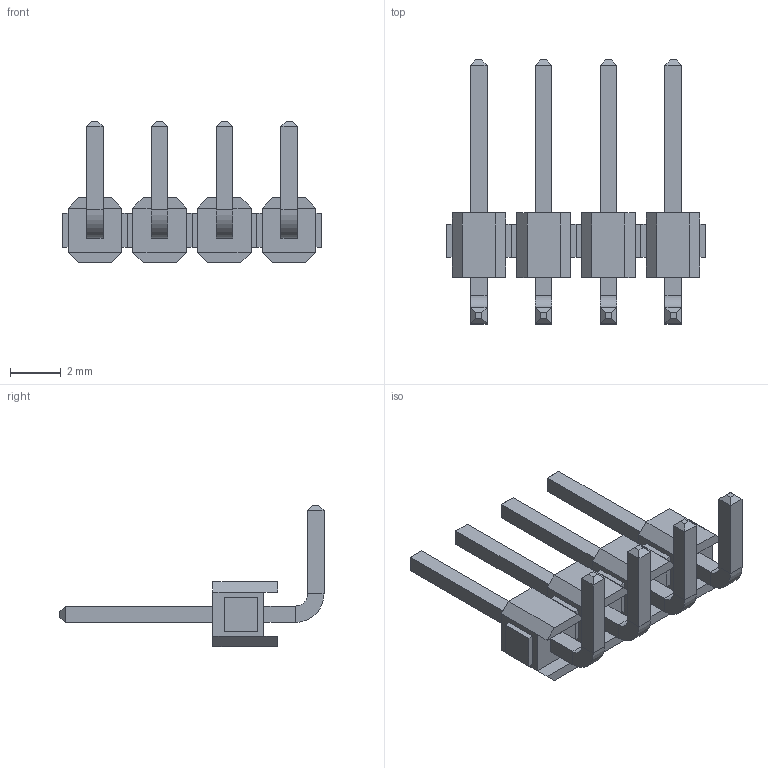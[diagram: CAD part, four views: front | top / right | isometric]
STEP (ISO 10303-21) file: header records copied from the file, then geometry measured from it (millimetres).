
FILE_DESCRIPTION (( 'STEP AP214' ), '1' );
FILE_NAME ('PLSR-04D.STEP', '2019-07-02T21:08:25', ( '' ), ( '' ), 'SwSTEP 2.0', 'SolidWorks 2018', '' );
FILE_SCHEMA (( 'AUTOMOTIVE_DESIGN' ));
Length unit declared in the file: millimetre
Products named in the file (1): PLSR-04D
Bounding box: 10.16 x 10.36 x 5.54 mm (x, y, z)
Volume: 65.4 mm3; surface area: 255.3 mm2
Topology: 4 solids, 4 shells, 200 faces, 448 edges, 272 vertices
Faces by surface type: plane 192, cylinder 8
Entity records: 7609 total; most frequent: CARTESIAN_POINT 921, ORIENTED_EDGE 896, DIRECTION 866, EDGE_CURVE 448, VECTOR 432, LINE 432, VERTEX_POINT 272, AXIS2_PLACEMENT_3D 217
